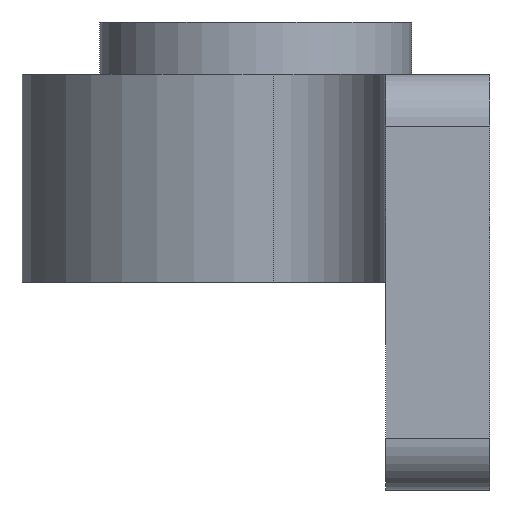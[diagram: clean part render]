
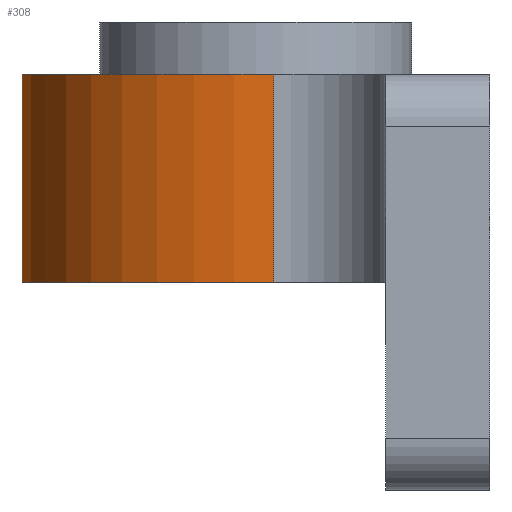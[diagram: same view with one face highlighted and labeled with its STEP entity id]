
A CAD part, left-side view. The second image highlights one B-rep face of the part: STEP entity #308.
In plain terms, the highlighted cylindrical face has radius 4.5 mm (diameter 9 mm), a partial arc.
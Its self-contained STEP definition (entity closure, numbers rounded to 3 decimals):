
#40=FACE_OUTER_BOUND('',#60,.T.);
#60=EDGE_LOOP('',(#267,#268,#269,#270));
#75=LINE('',#497,#99);
#88=LINE('',#539,#112);
#99=VECTOR('',#397,10.);
#112=VECTOR('',#444,10.);
#125=CIRCLE('',#356,4.5);
#129=CIRCLE('',#363,4.5);
#144=VERTEX_POINT('',#494);
#145=VERTEX_POINT('',#496);
#153=VERTEX_POINT('',#526);
#157=VERTEX_POINT('',#538);
#174=EDGE_CURVE('',#145,#144,#75,.T.);
#189=EDGE_CURVE('',#145,#153,#125,.T.);
#195=EDGE_CURVE('',#153,#157,#88,.T.);
#197=EDGE_CURVE('',#144,#157,#129,.T.);
#267=ORIENTED_EDGE('',*,*,#189,.F.);
#268=ORIENTED_EDGE('',*,*,#174,.T.);
#269=ORIENTED_EDGE('',*,*,#197,.T.);
#270=ORIENTED_EDGE('',*,*,#195,.F.);
#293=CYLINDRICAL_SURFACE('',#362,4.5);
#308=ADVANCED_FACE('',(#40),#293,.T.);
#356=AXIS2_PLACEMENT_3D('',#527,#431,#432);
#362=AXIS2_PLACEMENT_3D('',#541,#447,#448);
#363=AXIS2_PLACEMENT_3D('',#542,#449,#450);
#397=DIRECTION('',(0.,0.,-1.));
#431=DIRECTION('center_axis',(0.,0.,1.));
#432=DIRECTION('ref_axis',(0.,-1.,0.));
#444=DIRECTION('',(0.,0.,-1.));
#447=DIRECTION('center_axis',(0.,0.,1.));
#448=DIRECTION('ref_axis',(0.679,0.734,0.));
#449=DIRECTION('center_axis',(0.,0.,1.));
#450=DIRECTION('ref_axis',(0.,-1.,0.));
#494=CARTESIAN_POINT('',(12.,2.5,-5.));
#496=CARTESIAN_POINT('',(12.,2.5,-1.));
#497=CARTESIAN_POINT('',(12.,2.5,-1.));
#526=CARTESIAN_POINT('',(7.513,6.654,-1.));
#527=CARTESIAN_POINT('Origin',(12.,7.,-1.));
#538=CARTESIAN_POINT('',(7.513,6.654,-5.));
#539=CARTESIAN_POINT('',(7.513,6.654,-1.));
#541=CARTESIAN_POINT('Origin',(12.,7.,-1.));
#542=CARTESIAN_POINT('Origin',(12.,7.,-5.));
